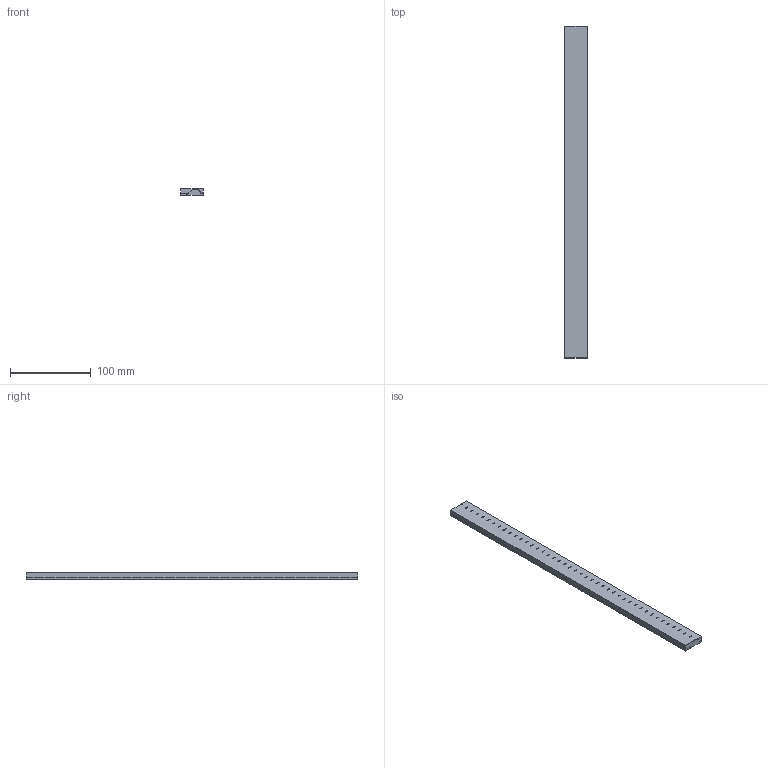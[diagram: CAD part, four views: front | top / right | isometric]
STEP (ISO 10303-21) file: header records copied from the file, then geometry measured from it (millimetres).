
FILE_DESCRIPTION(/* description */ ('Unknown'),/* implementation_level */ '2;1');
FILE_NAME(/* name */ '3851020_maxSized',/* time_stamp */ '2019-12-03T15:05:52+08:00',/* author */ ('Unknown'),/* organization */ ('Unknown'),/* preprocessor_version */ 'ST-DEVELOPER v16.7',/* originating_system */ 'DEX',/* authorisation */ $);
FILE_SCHEMA (('AUTOMOTIVE_DESIGN {1 0 10303 214 3 1 1}'));
Length unit declared in the file: millimetre
Products named in the file (3): 3851020_maxSized; maxSized; 3851020_409,79mm
Assembly tree (2 placements, depth 2):
  3851020_maxSized
    maxSized
    3851020_409,79mm
Bounding box: 27.38 x 410.59 x 8.27 mm (x, y, z)
Surface area: 62363.4 mm2
Topology: 2 solids, 2 shells, 1125 faces, 4357 edges, 3236 vertices
Faces by surface type: plane 608, cylinder 517
Full cylindrical faces by diameter (mm): 3.6 x43
Entity records: 49159 total; most frequent: CARTESIAN_POINT 14839, ORIENTED_EDGE 8628, DIRECTION 5317, EDGE_CURVE 4314, VERTEX_POINT 3236, LINE 2033, VECTOR 2033, B_SPLINE_CURVE_WITH_KNOTS 1767
